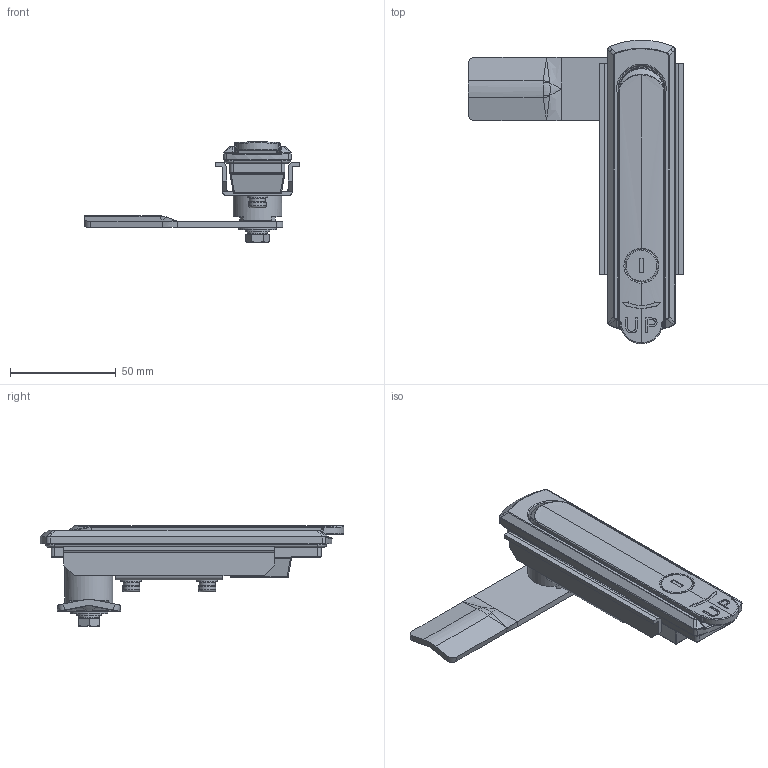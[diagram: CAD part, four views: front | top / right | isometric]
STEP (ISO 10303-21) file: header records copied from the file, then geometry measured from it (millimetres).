
FILE_DESCRIPTION(/* description */ (''),/* implementation_level */ '2;1');
FILE_NAME(/* name */ 'SBH-AF-3615-1 v1.step',/* time_stamp */ '2024-06-24T08:57:20+09:00',/* author */ (''),/* organization */ (''),/* preprocessor_version */ 'ST-DEVELOPER v20',/* originating_system */ 'Autodesk Translation Framework v13.14.0.145',/* authorisation */ '');
FILE_SCHEMA (('AUTOMOTIVE_DESIGN { 1 0 10303 214 3 1 1 }'));
Products named in the file (14): SBH-AF-3615-1; 구성요소1; 구성요소2; 구성요소3; 구성요소4; 구성요소5; 구성요소6; 구성요소7; 구성요소8; 구성요소9; 구성요소10; 구성요소11; 구성요소12; 구성요소13
Assembly tree (14 placements, depth 3):
  SBH-AF-3615-1
    구성요소1
    구성요소2
    구성요소3
      구성요소4
      구성요소5  x2
      구성요소6
    구성요소7
    구성요소8
    구성요소9
    구성요소10
      구성요소11
      구성요소12
      구성요소13
Bounding box: 102 x 143.88 x 47.6 mm (x, y, z)
Volume: 73178.3 mm3; surface area: 55953.5 mm2
Topology: 21 solids, 21 shells, 1343 faces, 3737 edges, 2468 vertices
Faces by surface type: plane 511, bspline 423, cylinder 345, torus 40, sphere 18, cone 6
Full cylindrical faces by diameter (mm): 3 x4, 3.99 x18, 4.234 x26, 4.5 x2, 4.7 x4, 4.744 x7, 4.901 x12, 5 x2, 5.035 x11, 5.12 x26, 5.2 x1, 5.4 x2, 6.147 x11, 6.5 x1, 7.7 x2, 8 x2, 8.3 x2, 8.5 x1, 9.5 x1, 9.7 x2, 11.7 x1, 13.5 x1, 14 x1, 15.5 x2, 17 x2, 17.5 x1, 18 x1, 20.5 x1, 21 x1, 23 x1
Entity records: 97859 total; most frequent: CARTESIAN_POINT 67709, ORIENTED_EDGE 7102, DIRECTION 4722, EDGE_CURVE 3551, VERTEX_POINT 2352, LINE 1706, VECTOR 1706, AXIS2_PLACEMENT_3D 1508
